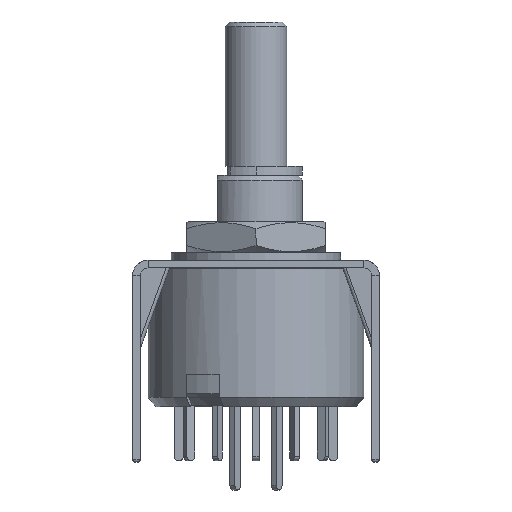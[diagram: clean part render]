
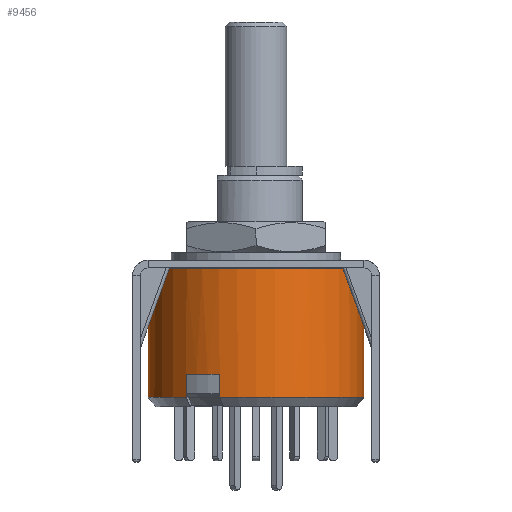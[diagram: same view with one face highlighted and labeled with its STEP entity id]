
A CAD part, front view. The second image highlights one B-rep face of the part: STEP entity #9456.
In plain terms, the highlighted cylindrical face has radius 7 mm (diameter 14 mm), a partial arc.
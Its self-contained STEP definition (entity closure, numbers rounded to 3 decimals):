
#352 = AXIS2_PLACEMENT_3D ( 'NONE', #1136, #17732, #2534 ) ;
#981 = EDGE_CURVE ( 'NONE', #13395, #2613, #6361, .T. ) ;
#1136 = CARTESIAN_POINT ( 'NONE',  ( 0., 0., 9. ) ) ;
#1298 = EDGE_CURVE ( 'NONE', #2022, #7613, #15310, .T. ) ;
#1827 = CARTESIAN_POINT ( 'NONE',  ( 0., 0., -5.9 ) ) ;
#1856 = EDGE_CURVE ( 'NONE', #15375, #6889, #10475, .T. ) ;
#2022 = VERTEX_POINT ( 'NONE', #11798 ) ;
#2316 = EDGE_LOOP ( 'NONE', ( #13659, #5858, #16661, #8726, #15434, #10502, #17504, #11106 ) ) ;
#2534 = DIRECTION ( 'NONE',  ( -1., 0., 0. ) ) ;
#2588 = CARTESIAN_POINT ( 'NONE',  ( -2.361, -6.59, -7.4 ) ) ;
#2613 = VERTEX_POINT ( 'NONE', #15107 ) ;
#3245 = VERTEX_POINT ( 'NONE', #13566 ) ;
#3389 = DIRECTION ( 'NONE',  ( 0., 0., 1. ) ) ;
#3674 = CARTESIAN_POINT ( 'NONE',  ( -4.526, -5.34, 9. ) ) ;
#3827 = DIRECTION ( 'NONE',  ( 0., 0., -1. ) ) ;
#5278 = LINE ( 'NONE', #3674, #10899 ) ;
#5359 = CARTESIAN_POINT ( 'NONE',  ( 0., 0., 0.95 ) ) ;
#5858 = ORIENTED_EDGE ( 'NONE', *, *, #11180, .T. ) ;
#6003 = CARTESIAN_POINT ( 'NONE',  ( 7., 0., 0.95 ) ) ;
#6094 = LINE ( 'NONE', #14919, #13277 ) ;
#6158 = DIRECTION ( 'NONE',  ( 1., 0., 0. ) ) ;
#6277 = EDGE_CURVE ( 'NONE', #13395, #15375, #5278, .T. ) ;
#6361 = CIRCLE ( 'NONE', #11135, 7. ) ;
#6604 = DIRECTION ( 'NONE',  ( -1., 0., 0. ) ) ;
#6889 = VERTEX_POINT ( 'NONE', #12205 ) ;
#7482 = DIRECTION ( 'NONE',  ( 0., 0., -1. ) ) ;
#7533 = CARTESIAN_POINT ( 'NONE',  ( 0., 0., -7.4 ) ) ;
#7613 = VERTEX_POINT ( 'NONE', #2588 ) ;
#8202 = AXIS2_PLACEMENT_3D ( 'NONE', #1827, #3389, #11739 ) ;
#8303 = DIRECTION ( 'NONE',  ( 1., 0., 0. ) ) ;
#8726 = ORIENTED_EDGE ( 'NONE', *, *, #981, .F. ) ;
#9055 = CYLINDRICAL_SURFACE ( 'NONE', #352, 7. ) ;
#9456 = ADVANCED_FACE ( 'NONE', ( #12793 ), #9055, .T. ) ;
#9716 = DIRECTION ( 'NONE',  ( 0., 0., -1. ) ) ;
#10475 = CIRCLE ( 'NONE', #8202, 7. ) ;
#10502 = ORIENTED_EDGE ( 'NONE', *, *, #1856, .T. ) ;
#10741 = CARTESIAN_POINT ( 'NONE',  ( -4.526, -5.34, -7.4 ) ) ;
#10886 = CARTESIAN_POINT ( 'NONE',  ( -4.526, -5.34, -5.9 ) ) ;
#10899 = VECTOR ( 'NONE', #13237, 1000. ) ;
#11068 = DIRECTION ( 'NONE',  ( 0., 0., -1. ) ) ;
#11106 = ORIENTED_EDGE ( 'NONE', *, *, #1298, .F. ) ;
#11135 = AXIS2_PLACEMENT_3D ( 'NONE', #15233, #11068, #8303 ) ;
#11178 = CARTESIAN_POINT ( 'NONE',  ( 7., 0., 9. ) ) ;
#11180 = EDGE_CURVE ( 'NONE', #13429, #3245, #16002, .T. ) ;
#11604 = VECTOR ( 'NONE', #9716, 1000. ) ;
#11739 = DIRECTION ( 'NONE',  ( -1., 0., 0. ) ) ;
#11798 = CARTESIAN_POINT ( 'NONE',  ( 7., 0., -7.4 ) ) ;
#12205 = CARTESIAN_POINT ( 'NONE',  ( -2.361, -6.59, -5.9 ) ) ;
#12240 = LINE ( 'NONE', #11178, #11604 ) ;
#12617 = VECTOR ( 'NONE', #7482, 1000. ) ;
#12793 = FACE_OUTER_BOUND ( 'NONE', #2316, .T. ) ;
#13018 = AXIS2_PLACEMENT_3D ( 'NONE', #5359, #16353, #6604 ) ;
#13237 = DIRECTION ( 'NONE',  ( 0., 0., 1. ) ) ;
#13277 = VECTOR ( 'NONE', #3827, 1000. ) ;
#13395 = VERTEX_POINT ( 'NONE', #10741 ) ;
#13429 = VERTEX_POINT ( 'NONE', #6003 ) ;
#13514 = EDGE_CURVE ( 'NONE', #6889, #7613, #16539, .T. ) ;
#13566 = CARTESIAN_POINT ( 'NONE',  ( -7., 0., 0.95 ) ) ;
#13659 = ORIENTED_EDGE ( 'NONE', *, *, #16019, .F. ) ;
#14755 = DIRECTION ( 'NONE',  ( 0., 0., -1. ) ) ;
#14919 = CARTESIAN_POINT ( 'NONE',  ( -7., 0., 9. ) ) ;
#15107 = CARTESIAN_POINT ( 'NONE',  ( -7., 0., -7.4 ) ) ;
#15233 = CARTESIAN_POINT ( 'NONE',  ( 0., 0., -7.4 ) ) ;
#15310 = CIRCLE ( 'NONE', #15584, 7. ) ;
#15375 = VERTEX_POINT ( 'NONE', #10886 ) ;
#15434 = ORIENTED_EDGE ( 'NONE', *, *, #6277, .T. ) ;
#15584 = AXIS2_PLACEMENT_3D ( 'NONE', #7533, #14755, #6158 ) ;
#15737 = CARTESIAN_POINT ( 'NONE',  ( -2.361, -6.59, 9. ) ) ;
#16002 = CIRCLE ( 'NONE', #13018, 7. ) ;
#16019 = EDGE_CURVE ( 'NONE', #13429, #2022, #12240, .T. ) ;
#16353 = DIRECTION ( 'NONE',  ( 0., 0., -1. ) ) ;
#16539 = LINE ( 'NONE', #15737, #12617 ) ;
#16661 = ORIENTED_EDGE ( 'NONE', *, *, #17802, .T. ) ;
#17504 = ORIENTED_EDGE ( 'NONE', *, *, #13514, .T. ) ;
#17732 = DIRECTION ( 'NONE',  ( 0., 0., -1. ) ) ;
#17802 = EDGE_CURVE ( 'NONE', #3245, #2613, #6094, .T. ) ;
